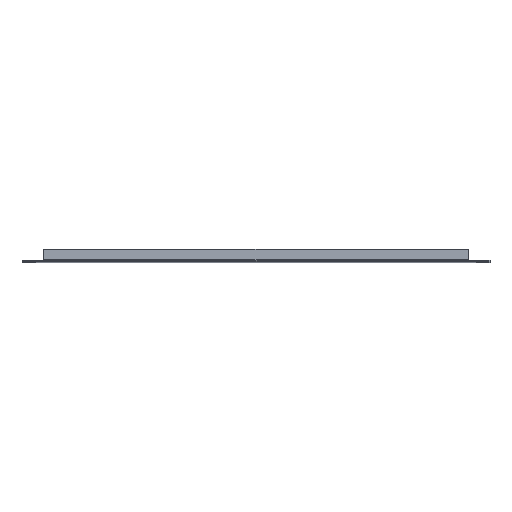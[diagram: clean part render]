
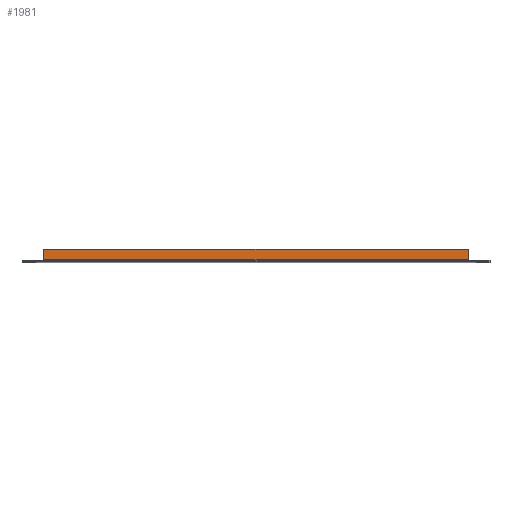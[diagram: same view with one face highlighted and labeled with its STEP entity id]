
A CAD part, top view. The second image highlights one B-rep face of the part: STEP entity #1981.
In plain terms, the highlighted planar face has unit normal (0, 0, 1).
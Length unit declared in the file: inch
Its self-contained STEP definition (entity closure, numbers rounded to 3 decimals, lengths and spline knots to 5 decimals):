
#8 = PLANE ( 'NONE',  #2011 ) ;
#14 = EDGE_LOOP ( 'NONE', ( #2006, #1719, #1083, #1523 ) ) ;
#138 = DIRECTION ( 'NONE',  ( -1., 0., 0. ) ) ;
#200 = CARTESIAN_POINT ( 'NONE',  ( 8.625, 0.5, 11.359 ) ) ;
#262 = CARTESIAN_POINT ( 'NONE',  ( 8.625, 0.086, 11.359 ) ) ;
#401 = EDGE_CURVE ( 'NONE', #1587, #1215, #1300, .T. ) ;
#436 = FACE_OUTER_BOUND ( 'NONE', #14, .T. ) ;
#448 = LINE ( 'NONE', #262, #1580 ) ;
#598 = DIRECTION ( 'NONE',  ( 0., 1., 0. ) ) ;
#608 = CARTESIAN_POINT ( 'NONE',  ( -8.625, 0.086, 11.359 ) ) ;
#676 = CARTESIAN_POINT ( 'NONE',  ( -8.625, 0.04648, 11.359 ) ) ;
#726 = VECTOR ( 'NONE', #598, 39.37008 ) ;
#802 = VERTEX_POINT ( 'NONE', #608 ) ;
#911 = VECTOR ( 'NONE', #1306, 39.37008 ) ;
#1004 = EDGE_CURVE ( 'NONE', #1215, #802, #1459, .T. ) ;
#1059 = DIRECTION ( 'NONE',  ( 0., 0., -1. ) ) ;
#1083 = ORIENTED_EDGE ( 'NONE', *, *, #1004, .T. ) ;
#1112 = VERTEX_POINT ( 'NONE', #1690 ) ;
#1215 = VERTEX_POINT ( 'NONE', #1564 ) ;
#1219 = DIRECTION ( 'NONE',  ( 0., 1., 0. ) ) ;
#1249 = VECTOR ( 'NONE', #1922, 39.37008 ) ;
#1263 = EDGE_CURVE ( 'NONE', #1112, #1587, #1883, .T. ) ;
#1300 = LINE ( 'NONE', #200, #1249 ) ;
#1306 = DIRECTION ( 'NONE',  ( 0., -1., 0. ) ) ;
#1449 = CARTESIAN_POINT ( 'NONE',  ( 8.625, 0.5, 11.359 ) ) ;
#1459 = LINE ( 'NONE', #676, #911 ) ;
#1464 = EDGE_CURVE ( 'NONE', #1112, #802, #448, .T. ) ;
#1523 = ORIENTED_EDGE ( 'NONE', *, *, #1464, .F. ) ;
#1564 = CARTESIAN_POINT ( 'NONE',  ( -8.625, 0.5, 11.359 ) ) ;
#1580 = VECTOR ( 'NONE', #138, 39.37008 ) ;
#1587 = VERTEX_POINT ( 'NONE', #1449 ) ;
#1690 = CARTESIAN_POINT ( 'NONE',  ( 8.625, 0.086, 11.359 ) ) ;
#1719 = ORIENTED_EDGE ( 'NONE', *, *, #401, .T. ) ;
#1883 = LINE ( 'NONE', #2007, #726 ) ;
#1922 = DIRECTION ( 'NONE',  ( -1., 0., 0. ) ) ;
#1981 = ADVANCED_FACE ( 'NONE', ( #436 ), #8, .F. ) ;
#1992 = CARTESIAN_POINT ( 'NONE',  ( 8.625, 0.04648, 11.359 ) ) ;
#2006 = ORIENTED_EDGE ( 'NONE', *, *, #1263, .T. ) ;
#2007 = CARTESIAN_POINT ( 'NONE',  ( 8.625, 0.04648, 11.359 ) ) ;
#2011 = AXIS2_PLACEMENT_3D ( 'NONE', #1992, #1059, #1219 ) ;
